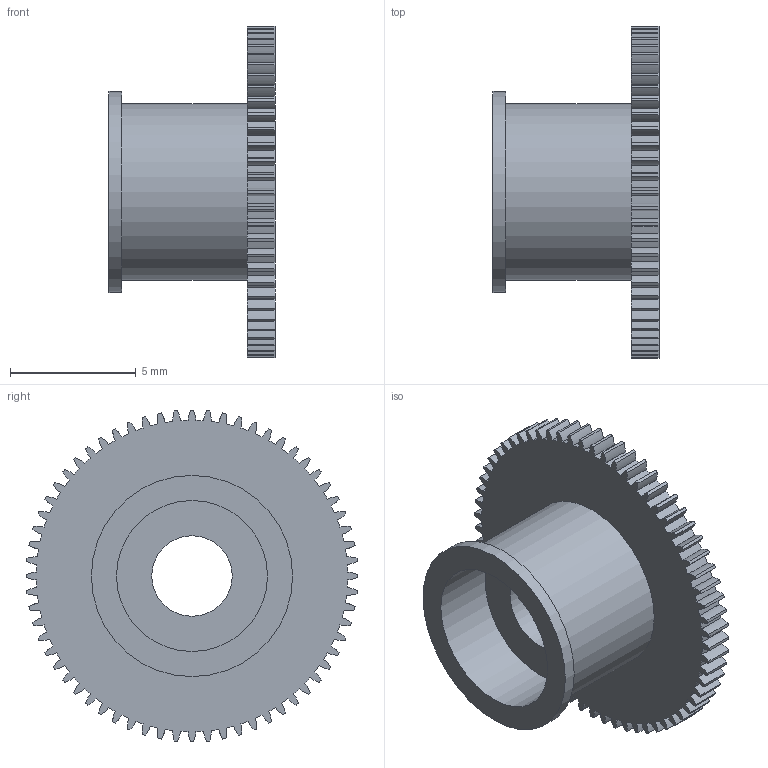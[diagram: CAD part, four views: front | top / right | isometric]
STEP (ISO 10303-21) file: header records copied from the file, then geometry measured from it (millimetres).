
FILE_DESCRIPTION(('Open CASCADE Model'),'2;1');
FILE_NAME('Open CASCADE Shape Model','2024-10-31T00:19:14',('Author'),( 'Open CASCADE'),'Open CASCADE STEP processor 7.7','Open CASCADE 7.7' ,'Unknown');
FILE_SCHEMA(('AUTOMOTIVE_DESIGN { 1 0 10303 214 1 1 1 1 }'));
Length unit declared in the file: millimetre
Products named in the file (1): COMPOUND
Bounding box: 6.6 x 13.2 x 13.2 mm (x, y, z)
Volume: 202.6 mm3; surface area: 582.6 mm2
Topology: 1 solids, 1 shells, 523 faces, 1551 edges, 1034 vertices
Faces by surface type: cylinder 261, plane 134, extrusion 128
Full cylindrical faces by diameter (mm): 3.2 x1, 6 x2, 7 x1, 8 x1
Entity records: 45260 total; most frequent: CARTESIAN_POINT 15451, DIRECTION 5323, VECTOR 3225, ORIENTED_EDGE 3102, PCURVE 3102, DEFINITIONAL_REPRESENTATION 3102, LINE 3097, EDGE_CURVE 1551
